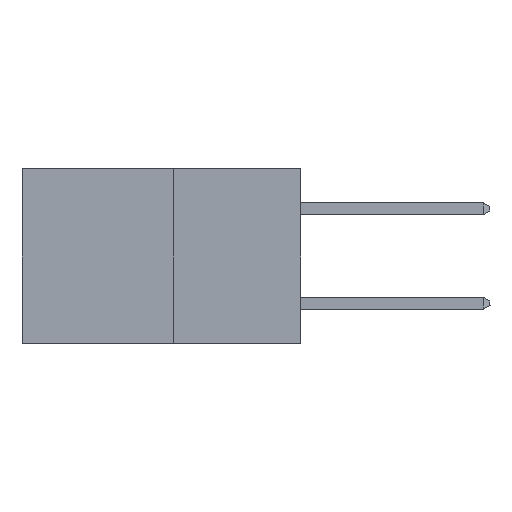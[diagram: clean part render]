
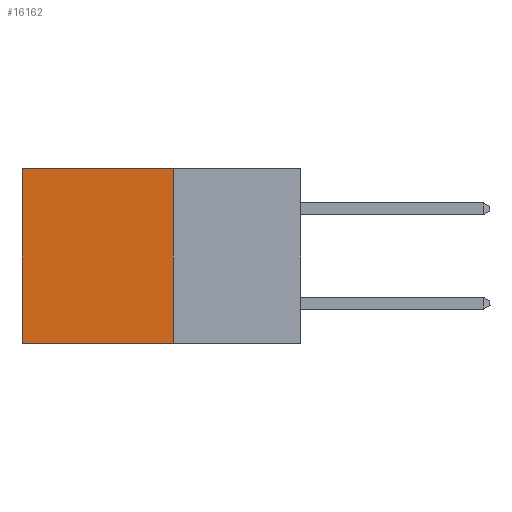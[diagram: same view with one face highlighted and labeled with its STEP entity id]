
A CAD part, left-side view. The second image highlights one B-rep face of the part: STEP entity #16162.
In plain terms, the highlighted planar face has unit normal (-1, 0, 0).
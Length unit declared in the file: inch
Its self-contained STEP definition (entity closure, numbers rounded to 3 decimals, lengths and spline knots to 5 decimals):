
#272 = AXIS2_PLACEMENT_3D ( 'NONE', #12531, #2206, #14260 ) ;
#717 = CARTESIAN_POINT ( 'NONE',  ( 0.277, 0.59, 0. ) ) ;
#1002 = EDGE_CURVE ( 'NONE', #9916, #18621, #20156, .T. ) ;
#1660 = ORIENTED_EDGE ( 'NONE', *, *, #3381, .T. ) ;
#2206 = DIRECTION ( 'NONE',  ( 1., 0., 0. ) ) ;
#3381 = EDGE_CURVE ( 'NONE', #5356, #8927, #10962, .T. ) ;
#3626 = ORIENTED_EDGE ( 'NONE', *, *, #1002, .F. ) ;
#5356 = VERTEX_POINT ( 'NONE', #717 ) ;
#6009 = CARTESIAN_POINT ( 'NONE',  ( 0.277, 0.27, 0. ) ) ;
#6085 = VECTOR ( 'NONE', #11708, 39.37008 ) ;
#6368 = VECTOR ( 'NONE', #15941, 39.37008 ) ;
#8237 = CARTESIAN_POINT ( 'NONE',  ( 0.277, 0.27, -0.37 ) ) ;
#8927 = VERTEX_POINT ( 'NONE', #19058 ) ;
#9916 = VERTEX_POINT ( 'NONE', #6009 ) ;
#10962 = LINE ( 'NONE', #16882, #6368 ) ;
#11708 = DIRECTION ( 'NONE',  ( 0., 1., 0. ) ) ;
#12531 = CARTESIAN_POINT ( 'NONE',  ( 0.277, 0.27, -0.37 ) ) ;
#13425 = DIRECTION ( 'NONE',  ( 0., 0., -1. ) ) ;
#13914 = EDGE_CURVE ( 'NONE', #18621, #8927, #17849, .T. ) ;
#14260 = DIRECTION ( 'NONE',  ( 0., 0., -1. ) ) ;
#15280 = LINE ( 'NONE', #21982, #6085 ) ;
#15516 = VECTOR ( 'NONE', #13425, 39.37008 ) ;
#15941 = DIRECTION ( 'NONE',  ( 0., 0., -1. ) ) ;
#16162 = ADVANCED_FACE ( 'NONE', ( #21428 ), #21144, .F. ) ;
#16415 = ORIENTED_EDGE ( 'NONE', *, *, #20220, .T. ) ;
#16882 = CARTESIAN_POINT ( 'NONE',  ( 0.277, 0.59, -0.37 ) ) ;
#17849 = LINE ( 'NONE', #8237, #21917 ) ;
#18489 = EDGE_LOOP ( 'NONE', ( #1660, #21733, #3626, #16415 ) ) ;
#18621 = VERTEX_POINT ( 'NONE', #20780 ) ;
#18943 = CARTESIAN_POINT ( 'NONE',  ( 0.277, 0.27, -0.37 ) ) ;
#19058 = CARTESIAN_POINT ( 'NONE',  ( 0.277, 0.59, -0.37 ) ) ;
#20156 = LINE ( 'NONE', #18943, #15516 ) ;
#20220 = EDGE_CURVE ( 'NONE', #9916, #5356, #15280, .T. ) ;
#20342 = DIRECTION ( 'NONE',  ( 0., 1., 0. ) ) ;
#20780 = CARTESIAN_POINT ( 'NONE',  ( 0.277, 0.27, -0.37 ) ) ;
#21144 = PLANE ( 'NONE',  #272 ) ;
#21428 = FACE_OUTER_BOUND ( 'NONE', #18489, .T. ) ;
#21733 = ORIENTED_EDGE ( 'NONE', *, *, #13914, .F. ) ;
#21917 = VECTOR ( 'NONE', #20342, 39.37008 ) ;
#21982 = CARTESIAN_POINT ( 'NONE',  ( 0.277, 0.27, 0. ) ) ;
